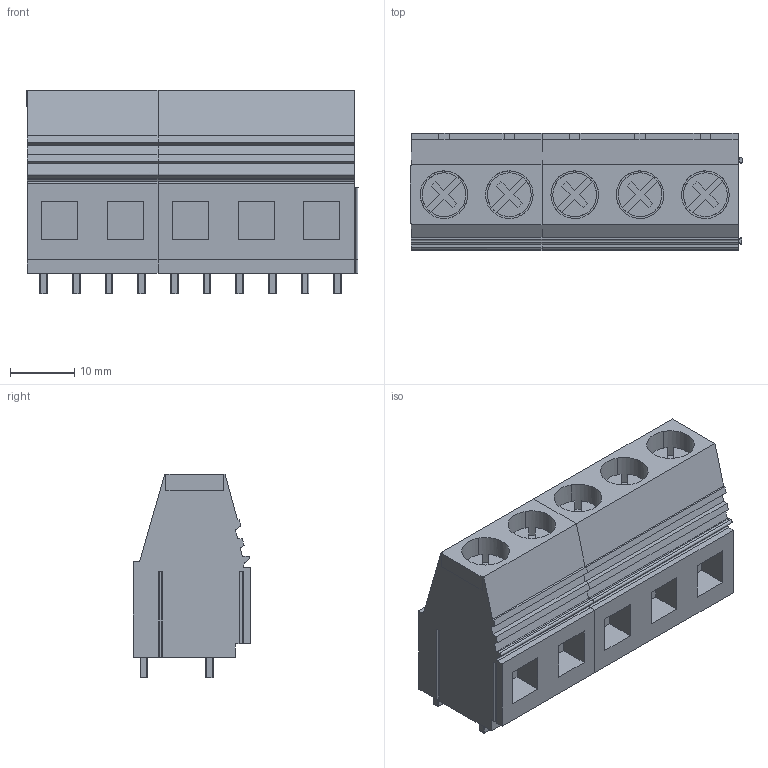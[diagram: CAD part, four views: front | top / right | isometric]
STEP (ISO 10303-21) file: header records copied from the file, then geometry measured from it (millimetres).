
FILE_DESCRIPTION(('CATIA V5 STEP Exchange','CAx-IF Rec.Pracs.--- Model Styling and Organization---1.4--- 2014-01-23'),'2;1');
FILE_NAME ('D1462499_1_2457370000_2457370000.stp','2021-08-03T06:14:59+00:00',('none'),('Weidmueller'),'CATIA Version 5-6 Release 2016 SP3 HF44','CATIA V5 STEP AP214','none');
FILE_SCHEMA(('AUTOMOTIVE_DESIGN { 1 0 10303 214 1 1 1 1 }'));
Length unit declared in the file: millimetre
Products named in the file (1): 2457370000
Bounding box: 51.61 x 18.3 x 31.7 mm (x, y, z)
Volume: 19652.1 mm3; surface area: 10978 mm2
Topology: 17 solids, 17 shells, 562 faces, 1549 edges, 1036 vertices
Faces by surface type: plane 397, cylinder 165
Entity records: 16568 total; most frequent: CARTESIAN_POINT 3141, ORIENTED_EDGE 3098, DIRECTION 2141, EDGE_CURVE 1549, VECTOR 1199, LINE 1199, VERTEX_POINT 1036, AXIS2_PLACEMENT_3D 639
